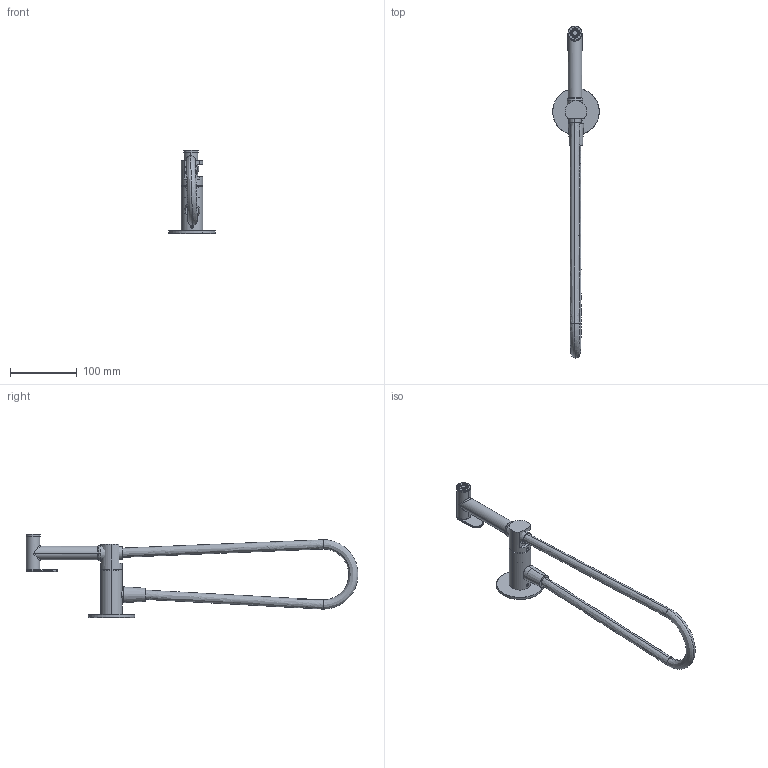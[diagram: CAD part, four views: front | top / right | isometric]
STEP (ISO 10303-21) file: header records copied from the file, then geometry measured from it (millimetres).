
FILE_DESCRIPTION (( 'STEP AP214' ), '1' );
FILE_NAME ('C35.0016 3D.STEP', '2023-02-08T16:54:27', ( '' ), ( '' ), 'SwSTEP 2.0', 'SolidWorks 2022', '' );
FILE_SCHEMA (( 'AUTOMOTIVE_DESIGN' ));
Length unit declared in the file: millimetre
Products named in the file (7): C35.0016 3D; 0062.003.00; 0062.002.00; 0062.004.00; chuveiro wc; 0062.005.00; 0062.001.00
Assembly tree (6 placements, depth 2):
  C35.0016 3D
    0062.003.00
    0062.001.00
    0062.002.00
    0062.004.00
    0062.005.00
    chuveiro wc
Bounding box: 69.77 x 496.33 x 124.15 mm (x, y, z)
Volume: 239481.2 mm3; surface area: 79708 mm2
Topology: 6 solids, 7 shells, 351 faces, 800 edges, 496 vertices
Faces by surface type: cylinder 141, plane 139, torus 28, cone 25, bspline 18
Entity records: 14261 total; most frequent: CARTESIAN_POINT 5987, DIRECTION 1724, ORIENTED_EDGE 1588, EDGE_CURVE 794, AXIS2_PLACEMENT_3D 716, VERTEX_POINT 496, EDGE_LOOP 404, CIRCLE 374
